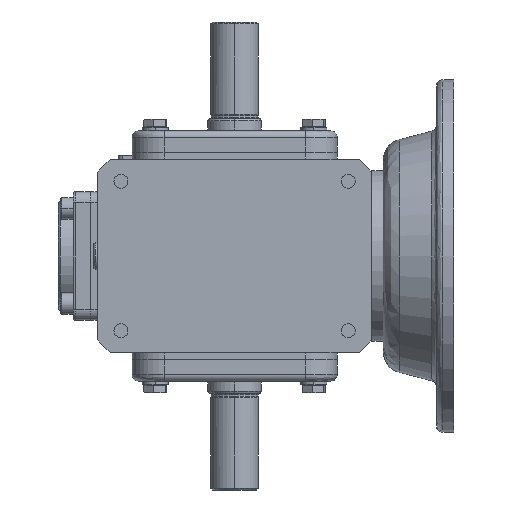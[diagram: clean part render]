
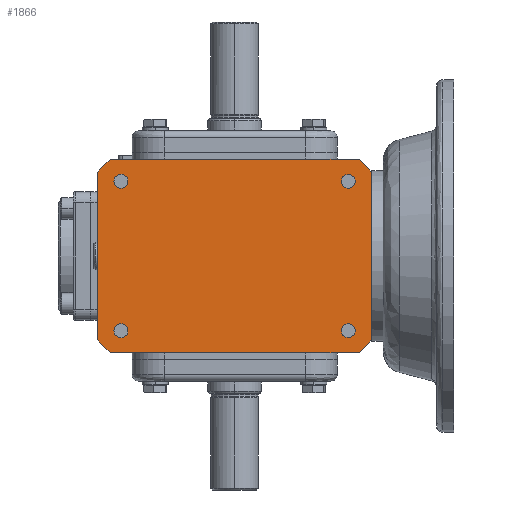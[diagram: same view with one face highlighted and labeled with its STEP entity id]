
A CAD part, front view. The second image highlights one B-rep face of the part: STEP entity #1866.
In plain terms, the highlighted planar face has unit normal (0, -1, 0).
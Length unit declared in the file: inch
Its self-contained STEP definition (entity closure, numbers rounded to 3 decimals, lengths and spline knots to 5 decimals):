
#69 = LINE ( 'NONE', #3163, #15634 ) ;
#77 = CARTESIAN_POINT ( 'NONE',  ( 2.09409, -2.06181, -1.375 ) ) ;
#135 = VERTEX_POINT ( 'NONE', #15043 ) ;
#296 = DIRECTION ( 'NONE',  ( 0., 0., -1. ) ) ;
#375 = ORIENTED_EDGE ( 'NONE', *, *, #11535, .T. ) ;
#407 = DIRECTION ( 'NONE',  ( 0., 1., 0. ) ) ;
#511 = DIRECTION ( 'NONE',  ( 0., 0., -1. ) ) ;
#779 = DIRECTION ( 'NONE',  ( 0., 1., 0. ) ) ;
#838 = DIRECTION ( 'NONE',  ( 0.707, 0., 0.707 ) ) ;
#949 = CARTESIAN_POINT ( 'NONE',  ( 2.09409, -2.06181, -1.2465 ) ) ;
#1142 = EDGE_CURVE ( 'NONE', #18895, #9147, #15768, .T. ) ;
#1264 = EDGE_CURVE ( 'NONE', #16264, #6992, #18305, .T. ) ;
#1404 = CARTESIAN_POINT ( 'NONE',  ( 2.09409, -2.06181, -1.375 ) ) ;
#1841 = AXIS2_PLACEMENT_3D ( 'NONE', #3220, #3200, #3193 ) ;
#1848 = VECTOR ( 'NONE', #16826, 39.37008 ) ;
#1866 = ADVANCED_FACE ( 'NONE', ( #12552, #5669, #5241, #12993, #8655 ), #5223, .T. ) ;
#2061 = EDGE_CURVE ( 'NONE', #4475, #9791, #12766, .T. ) ;
#2531 = DIRECTION ( 'NONE',  ( 0., 1., 0. ) ) ;
#2723 = EDGE_LOOP ( 'NONE', ( #5283, #3461 ) ) ;
#2893 = DIRECTION ( 'NONE',  ( 0., 0., -1. ) ) ;
#2931 = VERTEX_POINT ( 'NONE', #16017 ) ;
#2962 = EDGE_LOOP ( 'NONE', ( #8432, #3027 ) ) ;
#3027 = ORIENTED_EDGE ( 'NONE', *, *, #1142, .T. ) ;
#3084 = CIRCLE ( 'NONE', #9427, 0.1285 ) ;
#3085 = VERTEX_POINT ( 'NONE', #18578 ) ;
#3163 = CARTESIAN_POINT ( 'NONE',  ( 2.52953, -2.06181, 1.54528 ) ) ;
#3182 = CARTESIAN_POINT ( 'NONE',  ( -2.52953, -2.06181, -1.7815 ) ) ;
#3193 = DIRECTION ( 'NONE',  ( 0., 0., -1. ) ) ;
#3200 = DIRECTION ( 'NONE',  ( 0., 1., 0. ) ) ;
#3220 = CARTESIAN_POINT ( 'NONE',  ( 2.09409, -2.06181, 1.375 ) ) ;
#3278 = LINE ( 'NONE', #7134, #10140 ) ;
#3461 = ORIENTED_EDGE ( 'NONE', *, *, #16737, .T. ) ;
#3931 = DIRECTION ( 'NONE',  ( 0., 0., 1. ) ) ;
#4040 = CARTESIAN_POINT ( 'NONE',  ( 2.09409, -2.06181, -1.5035 ) ) ;
#4148 = DIRECTION ( 'NONE',  ( 0., 0., -1. ) ) ;
#4194 = CARTESIAN_POINT ( 'NONE',  ( 2.29331, -2.06181, -1.7815 ) ) ;
#4276 = DIRECTION ( 'NONE',  ( 0., 0., -1. ) ) ;
#4277 = DIRECTION ( 'NONE',  ( 0., 1., 0. ) ) ;
#4362 = CARTESIAN_POINT ( 'NONE',  ( -2.09409, -2.06181, 1.375 ) ) ;
#4475 = VERTEX_POINT ( 'NONE', #15782 ) ;
#4666 = DIRECTION ( 'NONE',  ( 1., 0., 0. ) ) ;
#5159 = DIRECTION ( 'NONE',  ( 1., 0., 0. ) ) ;
#5187 = EDGE_CURVE ( 'NONE', #11124, #3085, #16305, .T. ) ;
#5203 = DIRECTION ( 'NONE',  ( 0., -1., 0. ) ) ;
#5223 = PLANE ( 'NONE',  #9088 ) ;
#5230 = CARTESIAN_POINT ( 'NONE',  ( -2.52953, -2.06181, 1.98819 ) ) ;
#5241 = FACE_BOUND ( 'NONE', #2962, .T. ) ;
#5269 = CARTESIAN_POINT ( 'NONE',  ( -2.52953, -2.06181, 1.7815 ) ) ;
#5283 = ORIENTED_EDGE ( 'NONE', *, *, #9307, .T. ) ;
#5429 = VERTEX_POINT ( 'NONE', #17666 ) ;
#5669 = FACE_BOUND ( 'NONE', #2723, .T. ) ;
#5890 = CARTESIAN_POINT ( 'NONE',  ( -2.09409, -2.06181, 1.2465 ) ) ;
#5911 = AXIS2_PLACEMENT_3D ( 'NONE', #4362, #4277, #4148 ) ;
#6094 = ORIENTED_EDGE ( 'NONE', *, *, #18823, .T. ) ;
#6241 = CARTESIAN_POINT ( 'NONE',  ( -2.09409, -2.06181, 1.5035 ) ) ;
#6392 = VERTEX_POINT ( 'NONE', #18738 ) ;
#6479 = VECTOR ( 'NONE', #14779, 39.37008 ) ;
#6620 = AXIS2_PLACEMENT_3D ( 'NONE', #6879, #17121, #8352 ) ;
#6704 = VERTEX_POINT ( 'NONE', #10768 ) ;
#6879 = CARTESIAN_POINT ( 'NONE',  ( 2.09409, -2.06181, 1.375 ) ) ;
#6931 = CIRCLE ( 'NONE', #17021, 0.1285 ) ;
#6991 = CARTESIAN_POINT ( 'NONE',  ( -2.52953, -2.06181, -1.54528 ) ) ;
#6992 = VERTEX_POINT ( 'NONE', #949 ) ;
#7013 = AXIS2_PLACEMENT_3D ( 'NONE', #11294, #2531, #12776 ) ;
#7134 = CARTESIAN_POINT ( 'NONE',  ( -2.29331, -2.06181, 1.7815 ) ) ;
#7436 = CARTESIAN_POINT ( 'NONE',  ( -2.52953, -2.06181, -1.54528 ) ) ;
#7596 = VECTOR ( 'NONE', #3931, 39.37008 ) ;
#7976 = ORIENTED_EDGE ( 'NONE', *, *, #10926, .T. ) ;
#8352 = DIRECTION ( 'NONE',  ( 0., 0., -1. ) ) ;
#8432 = ORIENTED_EDGE ( 'NONE', *, *, #11149, .T. ) ;
#8496 = ORIENTED_EDGE ( 'NONE', *, *, #1264, .T. ) ;
#8655 = FACE_BOUND ( 'NONE', #12805, .T. ) ;
#8864 = ORIENTED_EDGE ( 'NONE', *, *, #5187, .T. ) ;
#9088 = AXIS2_PLACEMENT_3D ( 'NONE', #5230, #5203, #5159 ) ;
#9147 = VERTEX_POINT ( 'NONE', #5890 ) ;
#9153 = VECTOR ( 'NONE', #4276, 39.37008 ) ;
#9178 = CARTESIAN_POINT ( 'NONE',  ( -2.09409, -2.06181, 1.375 ) ) ;
#9289 = DIRECTION ( 'NONE',  ( 0., 1., 0. ) ) ;
#9307 = EDGE_CURVE ( 'NONE', #6704, #5429, #15923, .T. ) ;
#9427 = AXIS2_PLACEMENT_3D ( 'NONE', #1404, #11637, #2893 ) ;
#9479 = EDGE_LOOP ( 'NONE', ( #11287, #14078 ) ) ;
#9644 = LINE ( 'NONE', #5269, #1848 ) ;
#9791 = VERTEX_POINT ( 'NONE', #10362 ) ;
#10055 = LINE ( 'NONE', #15978, #9153 ) ;
#10140 = VECTOR ( 'NONE', #11537, 39.37008 ) ;
#10362 = CARTESIAN_POINT ( 'NONE',  ( 2.09409, -2.06181, 1.2465 ) ) ;
#10377 = LINE ( 'NONE', #7436, #6479 ) ;
#10649 = DIRECTION ( 'NONE',  ( 0., 0., -1. ) ) ;
#10670 = EDGE_CURVE ( 'NONE', #13944, #2931, #10377, .T. ) ;
#10768 = CARTESIAN_POINT ( 'NONE',  ( -2.09409, -2.06181, -1.5035 ) ) ;
#10926 = EDGE_CURVE ( 'NONE', #6392, #12401, #3278, .T. ) ;
#11080 = EDGE_CURVE ( 'NONE', #3085, #135, #69, .T. ) ;
#11124 = VERTEX_POINT ( 'NONE', #12052 ) ;
#11149 = EDGE_CURVE ( 'NONE', #9147, #18895, #6931, .T. ) ;
#11205 = CARTESIAN_POINT ( 'NONE',  ( 2.52953, -2.06181, 1.98819 ) ) ;
#11211 = CIRCLE ( 'NONE', #7013, 0.1285 ) ;
#11287 = ORIENTED_EDGE ( 'NONE', *, *, #15230, .T. ) ;
#11294 = CARTESIAN_POINT ( 'NONE',  ( -2.09409, -2.06181, -1.375 ) ) ;
#11327 = VECTOR ( 'NONE', #4666, 39.37008 ) ;
#11535 = EDGE_CURVE ( 'NONE', #6992, #16264, #3084, .T. ) ;
#11537 = DIRECTION ( 'NONE',  ( -0.707, 0., -0.707 ) ) ;
#11637 = DIRECTION ( 'NONE',  ( 0., 1., 0. ) ) ;
#11775 = LINE ( 'NONE', #3182, #11327 ) ;
#11923 = DIRECTION ( 'NONE',  ( -0.707, 0., 0.707 ) ) ;
#12052 = CARTESIAN_POINT ( 'NONE',  ( 2.52953, -2.06181, -1.54528 ) ) ;
#12141 = EDGE_CURVE ( 'NONE', #17574, #11124, #12907, .T. ) ;
#12340 = EDGE_LOOP ( 'NONE', ( #12490, #14655, #6094, #17385, #8864, #12969, #12730, #7976 ) ) ;
#12401 = VERTEX_POINT ( 'NONE', #14887 ) ;
#12490 = ORIENTED_EDGE ( 'NONE', *, *, #17110, .T. ) ;
#12552 = FACE_OUTER_BOUND ( 'NONE', #12340, .T. ) ;
#12730 = ORIENTED_EDGE ( 'NONE', *, *, #16167, .T. ) ;
#12766 = CIRCLE ( 'NONE', #1841, 0.1285 ) ;
#12776 = DIRECTION ( 'NONE',  ( 0., 0., -1. ) ) ;
#12785 = AXIS2_PLACEMENT_3D ( 'NONE', #77, #779, #296 ) ;
#12805 = EDGE_LOOP ( 'NONE', ( #8496, #375 ) ) ;
#12907 = LINE ( 'NONE', #16965, #13349 ) ;
#12969 = ORIENTED_EDGE ( 'NONE', *, *, #11080, .T. ) ;
#12993 = FACE_BOUND ( 'NONE', #9479, .T. ) ;
#13349 = VECTOR ( 'NONE', #838, 39.37008 ) ;
#13944 = VERTEX_POINT ( 'NONE', #6991 ) ;
#14078 = ORIENTED_EDGE ( 'NONE', *, *, #2061, .T. ) ;
#14655 = ORIENTED_EDGE ( 'NONE', *, *, #10670, .T. ) ;
#14779 = DIRECTION ( 'NONE',  ( 0.707, 0., -0.707 ) ) ;
#14887 = CARTESIAN_POINT ( 'NONE',  ( -2.52953, -2.06181, 1.54528 ) ) ;
#15043 = CARTESIAN_POINT ( 'NONE',  ( 2.29331, -2.06181, 1.7815 ) ) ;
#15230 = EDGE_CURVE ( 'NONE', #9791, #4475, #18617, .T. ) ;
#15634 = VECTOR ( 'NONE', #11923, 39.37008 ) ;
#15768 = CIRCLE ( 'NONE', #5911, 0.1285 ) ;
#15782 = CARTESIAN_POINT ( 'NONE',  ( 2.09409, -2.06181, 1.5035 ) ) ;
#15923 = CIRCLE ( 'NONE', #16708, 0.1285 ) ;
#15978 = CARTESIAN_POINT ( 'NONE',  ( -2.52953, -2.06181, 1.98819 ) ) ;
#16017 = CARTESIAN_POINT ( 'NONE',  ( -2.29331, -2.06181, -1.7815 ) ) ;
#16167 = EDGE_CURVE ( 'NONE', #135, #6392, #9644, .T. ) ;
#16264 = VERTEX_POINT ( 'NONE', #4040 ) ;
#16305 = LINE ( 'NONE', #11205, #7596 ) ;
#16708 = AXIS2_PLACEMENT_3D ( 'NONE', #18064, #9289, #511 ) ;
#16737 = EDGE_CURVE ( 'NONE', #5429, #6704, #11211, .T. ) ;
#16826 = DIRECTION ( 'NONE',  ( -1., 0., 0. ) ) ;
#16965 = CARTESIAN_POINT ( 'NONE',  ( 2.29331, -2.06181, -1.7815 ) ) ;
#17021 = AXIS2_PLACEMENT_3D ( 'NONE', #9178, #407, #10649 ) ;
#17110 = EDGE_CURVE ( 'NONE', #12401, #13944, #10055, .T. ) ;
#17121 = DIRECTION ( 'NONE',  ( 0., 1., 0. ) ) ;
#17385 = ORIENTED_EDGE ( 'NONE', *, *, #12141, .T. ) ;
#17574 = VERTEX_POINT ( 'NONE', #4194 ) ;
#17666 = CARTESIAN_POINT ( 'NONE',  ( -2.09409, -2.06181, -1.2465 ) ) ;
#18064 = CARTESIAN_POINT ( 'NONE',  ( -2.09409, -2.06181, -1.375 ) ) ;
#18305 = CIRCLE ( 'NONE', #12785, 0.1285 ) ;
#18578 = CARTESIAN_POINT ( 'NONE',  ( 2.52953, -2.06181, 1.54528 ) ) ;
#18617 = CIRCLE ( 'NONE', #6620, 0.1285 ) ;
#18738 = CARTESIAN_POINT ( 'NONE',  ( -2.29331, -2.06181, 1.7815 ) ) ;
#18823 = EDGE_CURVE ( 'NONE', #2931, #17574, #11775, .T. ) ;
#18895 = VERTEX_POINT ( 'NONE', #6241 ) ;
